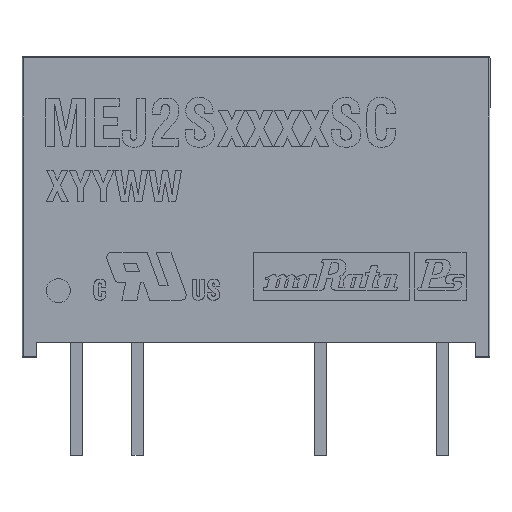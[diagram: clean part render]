
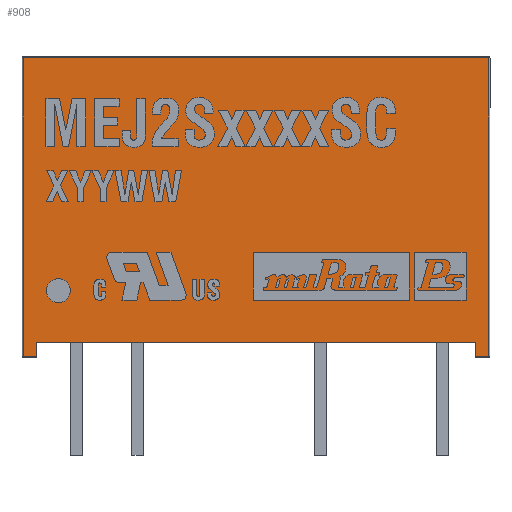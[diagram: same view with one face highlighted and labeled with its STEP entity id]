
A CAD part, top view. The second image highlights one B-rep face of the part: STEP entity #908.
In plain terms, the highlighted planar face has unit normal (0, 0, 1).
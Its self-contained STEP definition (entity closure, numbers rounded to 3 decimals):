
#655 = EDGE_CURVE ( 'NONE', #16655, #25028, #13144, .T. ) ;
#908 = ADVANCED_FACE ( 'NONE', ( #9343 ), #13166, .F. ) ;
#1327 = VECTOR ( 'NONE', #26041, 1000. ) ;
#1569 = CARTESIAN_POINT ( 'NONE',  ( 17.17, 4.1, 7.3 ) ) ;
#1909 = CARTESIAN_POINT ( 'NONE',  ( -2.23, 4.1, 7.3 ) ) ;
#2175 = VERTEX_POINT ( 'NONE', #5483 ) ;
#2755 = ORIENTED_EDGE ( 'NONE', *, *, #30541, .T. ) ;
#3185 = LINE ( 'NONE', #14054, #17573 ) ;
#3519 = ORIENTED_EDGE ( 'NONE', *, *, #31510, .F. ) ;
#4880 = VERTEX_POINT ( 'NONE', #23080 ) ;
#5483 = CARTESIAN_POINT ( 'NONE',  ( 16.62, 4.7, 7.3 ) ) ;
#5955 = EDGE_LOOP ( 'NONE', ( #3519, #2755, #22687, #16190, #28307, #22338, #19596, #31230 ) ) ;
#6247 = LINE ( 'NONE', #30416, #19732 ) ;
#6281 = VECTOR ( 'NONE', #34319, 1000. ) ;
#7156 = CARTESIAN_POINT ( 'NONE',  ( 17.17, 16.55, 7.3 ) ) ;
#7756 = CARTESIAN_POINT ( 'NONE',  ( 17.17, 4.1, 7.3 ) ) ;
#8195 = LINE ( 'NONE', #1569, #22553 ) ;
#8961 = CARTESIAN_POINT ( 'NONE',  ( -1.68, 4.1, 7.3 ) ) ;
#9343 = FACE_OUTER_BOUND ( 'NONE', #5955, .T. ) ;
#10266 = VERTEX_POINT ( 'NONE', #8961 ) ;
#11112 = VERTEX_POINT ( 'NONE', #29845 ) ;
#13144 = LINE ( 'NONE', #32267, #27505 ) ;
#13166 = PLANE ( 'NONE',  #25521 ) ;
#13228 = CARTESIAN_POINT ( 'NONE',  ( -2.28, 4.1, 7.3 ) ) ;
#13401 = LINE ( 'NONE', #18183, #6281 ) ;
#13486 = VERTEX_POINT ( 'NONE', #17200 ) ;
#14054 = CARTESIAN_POINT ( 'NONE',  ( -1.68, 4.1, 7.3 ) ) ;
#14151 = CARTESIAN_POINT ( 'NONE',  ( 16.62, 4.1, 7.3 ) ) ;
#14193 = EDGE_CURVE ( 'NONE', #4880, #2175, #13401, .T. ) ;
#14484 = EDGE_CURVE ( 'NONE', #10266, #13486, #6247, .T. ) ;
#15885 = EDGE_CURVE ( 'NONE', #10266, #4880, #3185, .T. ) ;
#15919 = DIRECTION ( 'NONE',  ( -1., 0., 0. ) ) ;
#16190 = ORIENTED_EDGE ( 'NONE', *, *, #16712, .T. ) ;
#16655 = VERTEX_POINT ( 'NONE', #7156 ) ;
#16712 = EDGE_CURVE ( 'NONE', #25028, #13486, #29209, .T. ) ;
#16990 = DIRECTION ( 'NONE',  ( -1., 0., 0. ) ) ;
#17200 = CARTESIAN_POINT ( 'NONE',  ( -2.23, 4.1, 7.3 ) ) ;
#17573 = VECTOR ( 'NONE', #32935, 1000. ) ;
#18183 = CARTESIAN_POINT ( 'NONE',  ( -1.68, 4.7, 7.3 ) ) ;
#19596 = ORIENTED_EDGE ( 'NONE', *, *, #14193, .T. ) ;
#19732 = VECTOR ( 'NONE', #16990, 1000. ) ;
#20519 = DIRECTION ( 'NONE',  ( 0., 1., 0. ) ) ;
#20957 = EDGE_CURVE ( 'NONE', #2175, #11112, #28751, .T. ) ;
#22338 = ORIENTED_EDGE ( 'NONE', *, *, #15885, .T. ) ;
#22553 = VECTOR ( 'NONE', #20519, 1000. ) ;
#22687 = ORIENTED_EDGE ( 'NONE', *, *, #655, .T. ) ;
#22691 = VERTEX_POINT ( 'NONE', #7756 ) ;
#23080 = CARTESIAN_POINT ( 'NONE',  ( -1.68, 4.7, 7.3 ) ) ;
#25028 = VERTEX_POINT ( 'NONE', #27116 ) ;
#25413 = LINE ( 'NONE', #13228, #31662 ) ;
#25521 = AXIS2_PLACEMENT_3D ( 'NONE', #29055, #34050, #33714 ) ;
#26041 = DIRECTION ( 'NONE',  ( 0., -1., 0. ) ) ;
#27116 = CARTESIAN_POINT ( 'NONE',  ( -2.23, 16.55, 7.3 ) ) ;
#27505 = VECTOR ( 'NONE', #29534, 1000. ) ;
#27945 = VECTOR ( 'NONE', #30287, 1000. ) ;
#28307 = ORIENTED_EDGE ( 'NONE', *, *, #14484, .F. ) ;
#28751 = LINE ( 'NONE', #14151, #27945 ) ;
#29055 = CARTESIAN_POINT ( 'NONE',  ( -2.28, 4.1, 7.3 ) ) ;
#29209 = LINE ( 'NONE', #1909, #1327 ) ;
#29534 = DIRECTION ( 'NONE',  ( -1., 0., 0. ) ) ;
#29845 = CARTESIAN_POINT ( 'NONE',  ( 16.62, 4.1, 7.3 ) ) ;
#30287 = DIRECTION ( 'NONE',  ( 0., -1., 0. ) ) ;
#30416 = CARTESIAN_POINT ( 'NONE',  ( -2.28, 4.1, 7.3 ) ) ;
#30541 = EDGE_CURVE ( 'NONE', #22691, #16655, #8195, .T. ) ;
#31230 = ORIENTED_EDGE ( 'NONE', *, *, #20957, .T. ) ;
#31510 = EDGE_CURVE ( 'NONE', #22691, #11112, #25413, .T. ) ;
#31662 = VECTOR ( 'NONE', #15919, 1000. ) ;
#32267 = CARTESIAN_POINT ( 'NONE',  ( -2.28, 16.55, 7.3 ) ) ;
#32935 = DIRECTION ( 'NONE',  ( 0., 1., 0. ) ) ;
#33714 = DIRECTION ( 'NONE',  ( 1., 0., 0. ) ) ;
#34050 = DIRECTION ( 'NONE',  ( 0., 0., -1. ) ) ;
#34319 = DIRECTION ( 'NONE',  ( 1., 0., 0. ) ) ;
